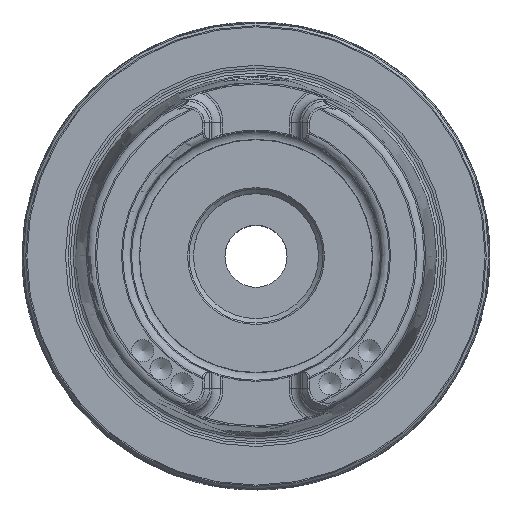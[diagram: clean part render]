
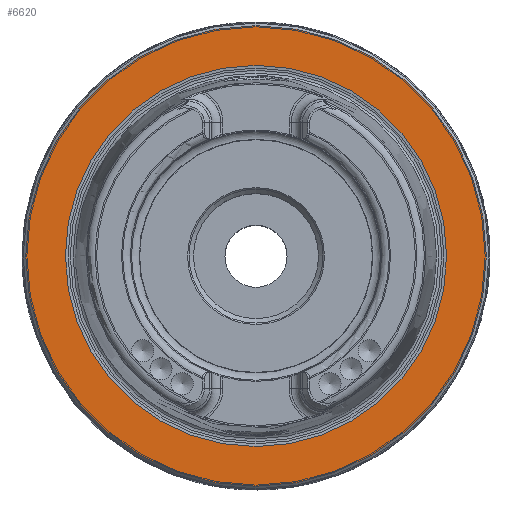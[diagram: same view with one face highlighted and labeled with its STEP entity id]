
A CAD part, top view. The second image highlights one B-rep face of the part: STEP entity #6620.
In plain terms, the highlighted planar face has unit normal (0, 0, 1).
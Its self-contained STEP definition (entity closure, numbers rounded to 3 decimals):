
#723=PLANE('',#7141);
#1601=ORIENTED_EDGE('',*,*,#2450,.T.);
#1602=ORIENTED_EDGE('',*,*,#2449,.F.);
#2449=EDGE_CURVE('',#2940,#2940,#3215,.T.);
#2450=EDGE_CURVE('',#2941,#2941,#3216,.T.);
#2940=VERTEX_POINT('',#10509);
#2941=VERTEX_POINT('',#10512);
#3215=CIRCLE('',#7140,25.782);
#3216=CIRCLE('',#7142,31.15);
#3576=EDGE_LOOP('',(#1601));
#3577=EDGE_LOOP('',(#1602));
#4040=FACE_BOUND('',#3576,.T.);
#4041=FACE_BOUND('',#3577,.T.);
#6620=ADVANCED_FACE('',(#4040,#4041),#723,.T.);
#7140=AXIS2_PLACEMENT_3D('',#10508,#8262,#8263);
#7141=AXIS2_PLACEMENT_3D('',#10510,#8264,#8265);
#7142=AXIS2_PLACEMENT_3D('',#10511,#8266,#8267);
#8262=DIRECTION('',(0.,0.,1.));
#8263=DIRECTION('',(1.,0.,0.));
#8264=DIRECTION('',(0.,0.,1.));
#8265=DIRECTION('',(1.,0.,0.));
#8266=DIRECTION('',(0.,0.,1.));
#8267=DIRECTION('',(1.,0.,0.));
#10508=CARTESIAN_POINT('',(0.,0.,0.2));
#10509=CARTESIAN_POINT('',(25.782,0.,0.2));
#10510=CARTESIAN_POINT('',(25.782,0.,0.2));
#10511=CARTESIAN_POINT('',(0.,0.,0.2));
#10512=CARTESIAN_POINT('',(31.15,0.,0.2));
